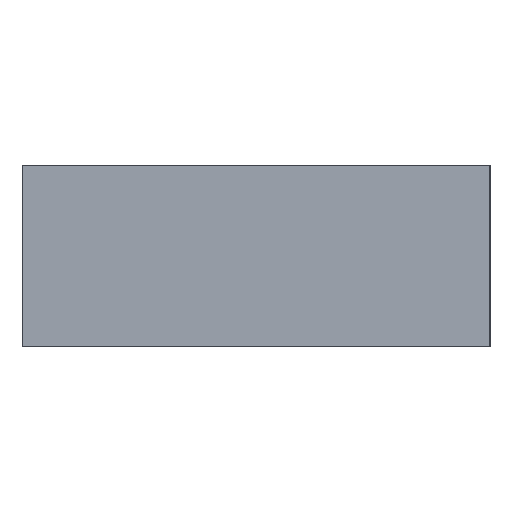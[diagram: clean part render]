
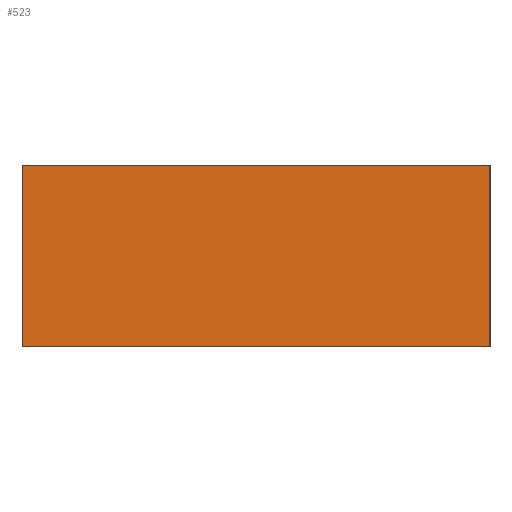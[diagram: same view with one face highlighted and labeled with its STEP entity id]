
A CAD part, left-side view. The second image highlights one B-rep face of the part: STEP entity #523.
In plain terms, the highlighted planar face has unit normal (-1, 0, 0).
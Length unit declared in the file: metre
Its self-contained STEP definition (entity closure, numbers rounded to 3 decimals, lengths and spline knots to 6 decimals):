
#76=ORIENTED_EDGE('',*,*,#187,.T.);
#77=ORIENTED_EDGE('',*,*,#199,.F.);
#78=ORIENTED_EDGE('',*,*,#200,.F.);
#79=ORIENTED_EDGE('',*,*,#196,.T.);
#187=EDGE_CURVE('',#252,#255,#307,.T.);
#196=EDGE_CURVE('',#260,#252,#316,.T.);
#199=EDGE_CURVE('',#262,#255,#319,.T.);
#200=EDGE_CURVE('',#260,#262,#320,.T.);
#252=VERTEX_POINT('',#763);
#255=VERTEX_POINT('',#768);
#260=VERTEX_POINT('',#788);
#262=VERTEX_POINT('',#794);
#307=LINE('',#769,#371);
#316=LINE('',#787,#380);
#319=LINE('',#793,#383);
#320=LINE('',#795,#384);
#371=VECTOR('',#622,1.);
#380=VECTOR('',#641,1.);
#383=VECTOR('',#646,1.);
#384=VECTOR('',#647,1.);
#429=EDGE_LOOP('',(#76,#77,#78,#79));
#465=FACE_BOUND('',#429,.T.);
#499=PLANE('',#564);
#523=ADVANCED_FACE('',(#465),#499,.F.);
#564=AXIS2_PLACEMENT_3D('',#792,#644,#645);
#622=DIRECTION('',(0.,-1.,0.));
#641=DIRECTION('',(0.,0.,-1.));
#644=DIRECTION('',(1.,0.,0.));
#645=DIRECTION('',(0.,0.,-1.));
#646=DIRECTION('',(0.,0.,-1.));
#647=DIRECTION('',(0.,-1.,0.));
#763=CARTESIAN_POINT('',(-0.1671,0.1061,0.));
#768=CARTESIAN_POINT('',(-0.1671,-0.0021,0.));
#769=CARTESIAN_POINT('',(-0.1671,0.052,0.));
#787=CARTESIAN_POINT('',(-0.1671,0.1061,0.04));
#788=CARTESIAN_POINT('',(-0.1671,0.1061,0.042));
#792=CARTESIAN_POINT('',(-0.1671,0.052,0.04));
#793=CARTESIAN_POINT('',(-0.1671,-0.0021,0.04));
#794=CARTESIAN_POINT('',(-0.1671,-0.0021,0.042));
#795=CARTESIAN_POINT('',(-0.1671,0.052,0.042));
